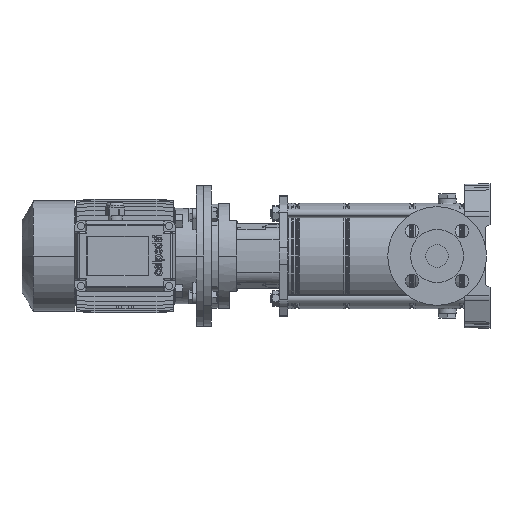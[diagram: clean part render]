
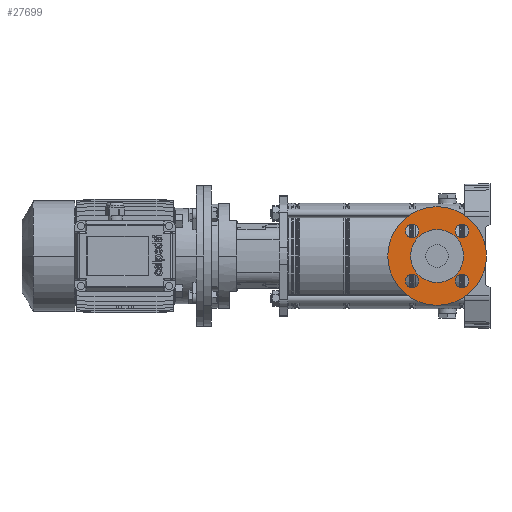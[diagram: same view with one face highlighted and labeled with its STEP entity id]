
A CAD part, left-side view. The second image highlights one B-rep face of the part: STEP entity #27699.
In plain terms, the highlighted face is planar.
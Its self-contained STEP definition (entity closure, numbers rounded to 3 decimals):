
#517 = CARTESIAN_POINT ( 'NONE',  ( 0., 123., 47.5 ) ) ;
#1166 = DIRECTION ( 'NONE',  ( 0., 1., 0. ) ) ;
#1222 = DIRECTION ( 'NONE',  ( 0., 1., 0. ) ) ;
#1594 = EDGE_CURVE ( 'NONE', #26400, #35345, #53214, .T. ) ;
#1795 = ORIENTED_EDGE ( 'NONE', *, *, #4604, .F. ) ;
#2173 = DIRECTION ( 'NONE',  ( 0., 0., 1. ) ) ;
#2255 = DIRECTION ( 'NONE',  ( 0., 0., 1. ) ) ;
#2551 = DIRECTION ( 'NONE',  ( 0., 1., 0. ) ) ;
#2660 = VERTEX_POINT ( 'NONE', #26853 ) ;
#3342 = CIRCLE ( 'NONE', #12819, 9.5 ) ;
#3375 = ORIENTED_EDGE ( 'NONE', *, *, #46142, .F. ) ;
#3640 = CIRCLE ( 'NONE', #34126, 37.5 ) ;
#4604 = EDGE_CURVE ( 'NONE', #6994, #55069, #3342, .T. ) ;
#5263 = AXIS2_PLACEMENT_3D ( 'NONE', #32080, #52509, #16615 ) ;
#6392 = EDGE_LOOP ( 'NONE', ( #23553, #10317 ) ) ;
#6890 = DIRECTION ( 'NONE',  ( 0., 1., 0. ) ) ;
#6994 = VERTEX_POINT ( 'NONE', #36272 ) ;
#7718 = DIRECTION ( 'NONE',  ( 0., 1., 0. ) ) ;
#9054 = AXIS2_PLACEMENT_3D ( 'NONE', #517, #1166, #15038 ) ;
#9142 = CARTESIAN_POINT ( 'NONE',  ( 0., 123., 85. ) ) ;
#9238 = EDGE_CURVE ( 'NONE', #54482, #65250, #3640, .T. ) ;
#9396 = ORIENTED_EDGE ( 'NONE', *, *, #11136, .F. ) ;
#10154 = DIRECTION ( 'NONE',  ( 0., 0., 1. ) ) ;
#10317 = ORIENTED_EDGE ( 'NONE', *, *, #16810, .T. ) ;
#10561 = CARTESIAN_POINT ( 'NONE',  ( 0., 123., 85. ) ) ;
#11136 = EDGE_CURVE ( 'NONE', #55069, #6994, #23824, .T. ) ;
#11739 = CIRCLE ( 'NONE', #28572, 9.5 ) ;
#12418 = FACE_BOUND ( 'NONE', #30908, .T. ) ;
#12811 = DIRECTION ( 'NONE',  ( 0., -1., 0. ) ) ;
#12819 = AXIS2_PLACEMENT_3D ( 'NONE', #41423, #16705, #2173 ) ;
#13060 = CIRCLE ( 'NONE', #46757, 9.5 ) ;
#13423 = CARTESIAN_POINT ( 'NONE',  ( 35.355, 123., 82.855 ) ) ;
#13484 = AXIS2_PLACEMENT_3D ( 'NONE', #52357, #12811, #2255 ) ;
#14621 = ORIENTED_EDGE ( 'NONE', *, *, #53341, .F. ) ;
#15038 = DIRECTION ( 'NONE',  ( 0., 0., 1. ) ) ;
#16573 = EDGE_LOOP ( 'NONE', ( #17581, #54662 ) ) ;
#16615 = DIRECTION ( 'NONE',  ( 0., 0., 1. ) ) ;
#16705 = DIRECTION ( 'NONE',  ( 0., 1., 0. ) ) ;
#16722 = CIRCLE ( 'NONE', #36684, 70. ) ;
#16810 = EDGE_CURVE ( 'NONE', #35345, #26400, #16722, .T. ) ;
#17581 = ORIENTED_EDGE ( 'NONE', *, *, #9238, .T. ) ;
#17686 = CARTESIAN_POINT ( 'NONE',  ( 0., 123., 47.5 ) ) ;
#18015 = FACE_BOUND ( 'NONE', #31089, .T. ) ;
#18489 = CARTESIAN_POINT ( 'NONE',  ( 35.355, 123., 2.645 ) ) ;
#18682 = DIRECTION ( 'NONE',  ( 0., 0., 1. ) ) ;
#18741 = ORIENTED_EDGE ( 'NONE', *, *, #41602, .F. ) ;
#18913 = CIRCLE ( 'NONE', #5263, 9.5 ) ;
#19906 = CARTESIAN_POINT ( 'NONE',  ( 35.355, 123., 21.645 ) ) ;
#20867 = AXIS2_PLACEMENT_3D ( 'NONE', #34757, #35401, #50268 ) ;
#20964 = CARTESIAN_POINT ( 'NONE',  ( -35.355, 123., 73.355 ) ) ;
#22300 = FACE_BOUND ( 'NONE', #47305, .T. ) ;
#22944 = FACE_BOUND ( 'NONE', #62426, .T. ) ;
#22964 = CIRCLE ( 'NONE', #13484, 37.5 ) ;
#23553 = ORIENTED_EDGE ( 'NONE', *, *, #1594, .T. ) ;
#23824 = CIRCLE ( 'NONE', #37478, 9.5 ) ;
#23834 = DIRECTION ( 'NONE',  ( 0., 1., 0. ) ) ;
#26378 = AXIS2_PLACEMENT_3D ( 'NONE', #10561, #61884, #31853 ) ;
#26400 = VERTEX_POINT ( 'NONE', #50682 ) ;
#26853 = CARTESIAN_POINT ( 'NONE',  ( -35.355, 123., 2.645 ) ) ;
#27699 = ADVANCED_FACE ( 'NONE', ( #22944, #12418, #22300, #18015, #41760, #62214 ), #55698, .T. ) ;
#28459 = CARTESIAN_POINT ( 'NONE',  ( 35.355, 123., 12.145 ) ) ;
#28572 = AXIS2_PLACEMENT_3D ( 'NONE', #28459, #23834, #44902 ) ;
#28764 = AXIS2_PLACEMENT_3D ( 'NONE', #51402, #6890, #57644 ) ;
#29199 = DIRECTION ( 'NONE',  ( 0., -1., 0. ) ) ;
#29439 = CARTESIAN_POINT ( 'NONE',  ( 0., 123., -22.5 ) ) ;
#29637 = VERTEX_POINT ( 'NONE', #20964 ) ;
#30908 = EDGE_LOOP ( 'NONE', ( #18741, #43626 ) ) ;
#31089 = EDGE_LOOP ( 'NONE', ( #14621, #3375 ) ) ;
#31849 = CARTESIAN_POINT ( 'NONE',  ( -35.355, 123., 21.645 ) ) ;
#31853 = DIRECTION ( 'NONE',  ( 0., 0., 1. ) ) ;
#32080 = CARTESIAN_POINT ( 'NONE',  ( -35.355, 123., 12.145 ) ) ;
#33067 = DIRECTION ( 'NONE',  ( 0., 0., 1. ) ) ;
#34126 = AXIS2_PLACEMENT_3D ( 'NONE', #17686, #29199, #48328 ) ;
#34757 = CARTESIAN_POINT ( 'NONE',  ( -35.355, 123., 12.145 ) ) ;
#35026 = EDGE_CURVE ( 'NONE', #48966, #29637, #59267, .T. ) ;
#35345 = VERTEX_POINT ( 'NONE', #29439 ) ;
#35401 = DIRECTION ( 'NONE',  ( 0., 1., 0. ) ) ;
#35426 = CARTESIAN_POINT ( 'NONE',  ( -35.355, 123., 92.355 ) ) ;
#36272 = CARTESIAN_POINT ( 'NONE',  ( 35.355, 123., 92.355 ) ) ;
#36664 = CARTESIAN_POINT ( 'NONE',  ( 35.355, 123., 73.355 ) ) ;
#36684 = AXIS2_PLACEMENT_3D ( 'NONE', #55295, #1222, #10154 ) ;
#37272 = AXIS2_PLACEMENT_3D ( 'NONE', #52855, #7718, #33067 ) ;
#37478 = AXIS2_PLACEMENT_3D ( 'NONE', #13423, #59873, #18682 ) ;
#37807 = CARTESIAN_POINT ( 'NONE',  ( -35.355, 123., 82.855 ) ) ;
#41423 = CARTESIAN_POINT ( 'NONE',  ( 35.355, 123., 82.855 ) ) ;
#41602 = EDGE_CURVE ( 'NONE', #58280, #44250, #57348, .T. ) ;
#41760 = FACE_OUTER_BOUND ( 'NONE', #6392, .T. ) ;
#43376 = VERTEX_POINT ( 'NONE', #31849 ) ;
#43626 = ORIENTED_EDGE ( 'NONE', *, *, #51119, .F. ) ;
#44250 = VERTEX_POINT ( 'NONE', #18489 ) ;
#44902 = DIRECTION ( 'NONE',  ( 0., 0., 1. ) ) ;
#46142 = EDGE_CURVE ( 'NONE', #2660, #43376, #60875, .T. ) ;
#46757 = AXIS2_PLACEMENT_3D ( 'NONE', #37807, #2551, #47416 ) ;
#47305 = EDGE_LOOP ( 'NONE', ( #54122, #56805 ) ) ;
#47416 = DIRECTION ( 'NONE',  ( 0., 0., 1. ) ) ;
#48328 = DIRECTION ( 'NONE',  ( 0., 0., 1. ) ) ;
#48966 = VERTEX_POINT ( 'NONE', #35426 ) ;
#50268 = DIRECTION ( 'NONE',  ( 0., 0., 1. ) ) ;
#50682 = CARTESIAN_POINT ( 'NONE',  ( 0., 123., 117.5 ) ) ;
#51119 = EDGE_CURVE ( 'NONE', #44250, #58280, #11739, .T. ) ;
#51402 = CARTESIAN_POINT ( 'NONE',  ( -35.355, 123., 82.855 ) ) ;
#52357 = CARTESIAN_POINT ( 'NONE',  ( 0., 123., 47.5 ) ) ;
#52509 = DIRECTION ( 'NONE',  ( 0., 1., 0. ) ) ;
#52855 = CARTESIAN_POINT ( 'NONE',  ( 35.355, 123., 12.145 ) ) ;
#53214 = CIRCLE ( 'NONE', #9054, 70. ) ;
#53341 = EDGE_CURVE ( 'NONE', #43376, #2660, #18913, .T. ) ;
#54122 = ORIENTED_EDGE ( 'NONE', *, *, #35026, .F. ) ;
#54482 = VERTEX_POINT ( 'NONE', #9142 ) ;
#54662 = ORIENTED_EDGE ( 'NONE', *, *, #62967, .T. ) ;
#55069 = VERTEX_POINT ( 'NONE', #36664 ) ;
#55295 = CARTESIAN_POINT ( 'NONE',  ( 0., 123., 47.5 ) ) ;
#55698 = PLANE ( 'NONE',  #26378 ) ;
#56805 = ORIENTED_EDGE ( 'NONE', *, *, #59183, .F. ) ;
#57348 = CIRCLE ( 'NONE', #37272, 9.5 ) ;
#57644 = DIRECTION ( 'NONE',  ( 0., 0., 1. ) ) ;
#58280 = VERTEX_POINT ( 'NONE', #19906 ) ;
#59183 = EDGE_CURVE ( 'NONE', #29637, #48966, #13060, .T. ) ;
#59267 = CIRCLE ( 'NONE', #28764, 9.5 ) ;
#59873 = DIRECTION ( 'NONE',  ( 0., 1., 0. ) ) ;
#60875 = CIRCLE ( 'NONE', #20867, 9.5 ) ;
#61738 = CARTESIAN_POINT ( 'NONE',  ( 0., 123., 10. ) ) ;
#61884 = DIRECTION ( 'NONE',  ( 0., 1., 0. ) ) ;
#62214 = FACE_BOUND ( 'NONE', #16573, .T. ) ;
#62426 = EDGE_LOOP ( 'NONE', ( #1795, #9396 ) ) ;
#62967 = EDGE_CURVE ( 'NONE', #65250, #54482, #22964, .T. ) ;
#65250 = VERTEX_POINT ( 'NONE', #61738 ) ;
